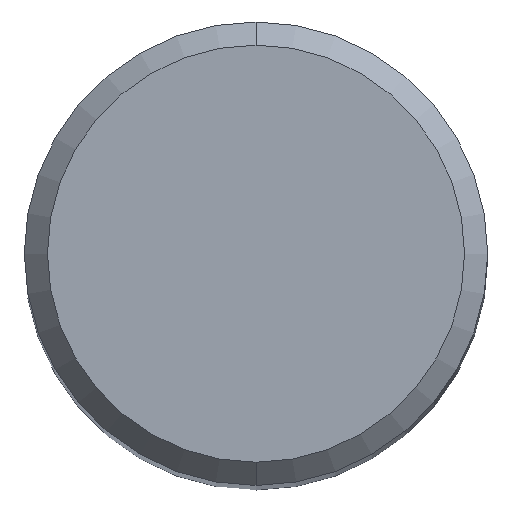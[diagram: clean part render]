
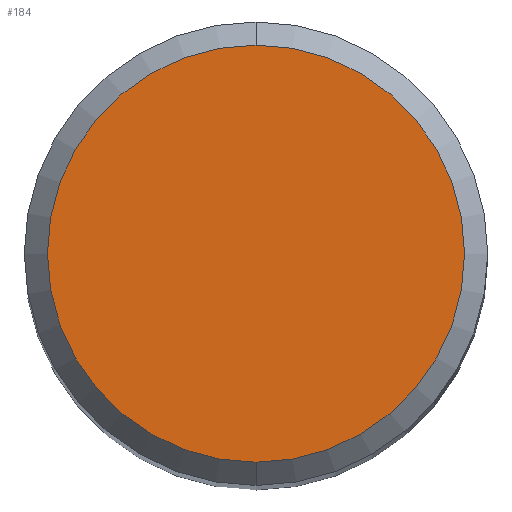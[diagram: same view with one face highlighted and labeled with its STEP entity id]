
A CAD part, top view. The second image highlights one B-rep face of the part: STEP entity #184.
In plain terms, the highlighted planar face has unit normal (0, 0, 1).
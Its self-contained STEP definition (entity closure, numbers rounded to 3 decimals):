
#106=EDGE_CURVE('',#186,#194,#259,.T.);
#184=ADVANCED_FACE('',(#349),#350,.T.);
#186=VERTEX_POINT('',#352);
#194=VERTEX_POINT('',#361);
#220=EDGE_CURVE('',#194,#186,#390,.T.);
#259=CIRCLE('',#424,3.6);
#349=FACE_OUTER_BOUND('',#539,.T.);
#350=PLANE('',#540);
#352=CARTESIAN_POINT('',(0.0,3.6,0.0));
#361=CARTESIAN_POINT('',(0.,-3.6,0.0));
#390=CIRCLE('',#589,3.6);
#424=AXIS2_PLACEMENT_3D('',#611,#612,#613);
#539=EDGE_LOOP('',(#740,#741));
#540=AXIS2_PLACEMENT_3D('',#742,#743,#744);
#589=AXIS2_PLACEMENT_3D('',#793,#794,#795);
#611=CARTESIAN_POINT('',(0.0,0.0,0.0));
#612=DIRECTION('',(0.0,0.0,-1.0));
#613=DIRECTION('',(0.0,1.0,0.0));
#740=ORIENTED_EDGE('',*,*,#106,.F.);
#741=ORIENTED_EDGE('',*,*,#220,.F.);
#742=CARTESIAN_POINT('',(0.0,1.8,0.0));
#743=DIRECTION('',(-0.0,0.0,1.0));
#744=DIRECTION('',(0.0,-1.0,0.0));
#793=CARTESIAN_POINT('',(0.0,0.0,0.0));
#794=DIRECTION('',(0.0,0.0,-1.0));
#795=DIRECTION('',(0.0,1.0,0.0));
